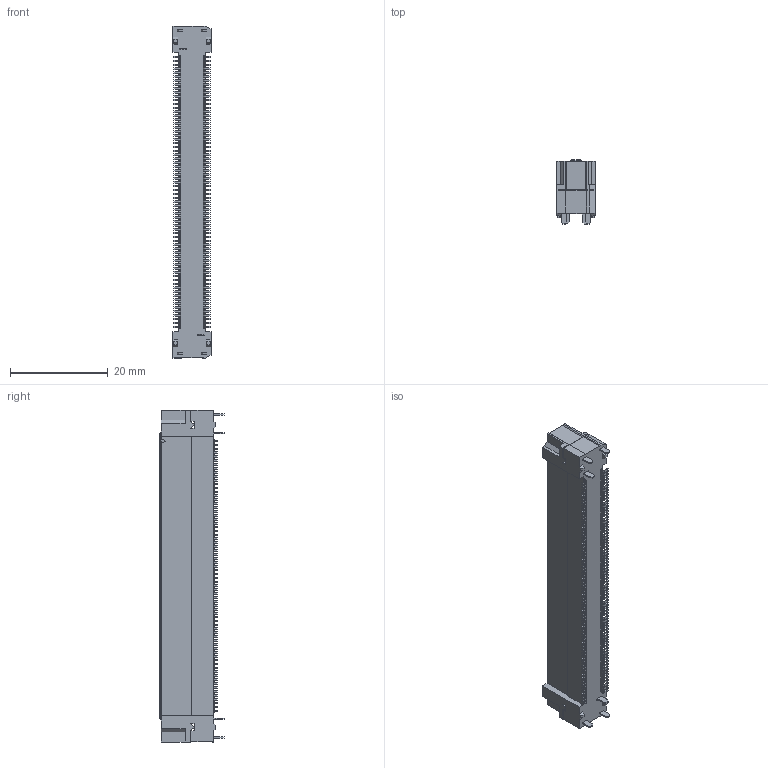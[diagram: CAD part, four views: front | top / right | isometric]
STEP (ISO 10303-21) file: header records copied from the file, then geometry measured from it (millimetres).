
FILE_DESCRIPTION(('CoCreate Modeling STEP Export'),'2;1');
FILE_NAME('FX18-140S-0.8SV15.stp','2012-10-23T17:04:21',(''),(''),'CoCreate Modeling STEP processor for AP214 (Solid Model)','CoCreate Modeling 17.0 01-Apr-2010 (C) Parametric Technology GmbH','');
FILE_SCHEMA(('AUTOMOTIVE_DESIGN { 1 0 10303 214 1 1 1 1 }'));
Products named in the file (1): FX18-140S-0.8SV15
Bounding box: 7.8 x 13.1 x 67.9 mm (x, y, z)
Volume: 3594.4 mm3; surface area: 3953.4 mm2
Topology: 1 solids, 1 shells, 2025 faces, 5599 edges, 3724 vertices
Faces by surface type: plane 1733, cylinder 288, sphere 4
Entity records: 63673 total; most frequent: CARTESIAN_POINT 11334, ORIENTED_EDGE 11190, DIRECTION 10206, EDGE_CURVE 5595, VECTOR 5014, LINE 5014, VERTEX_POINT 3724, AXIS2_PLACEMENT_3D 2596
